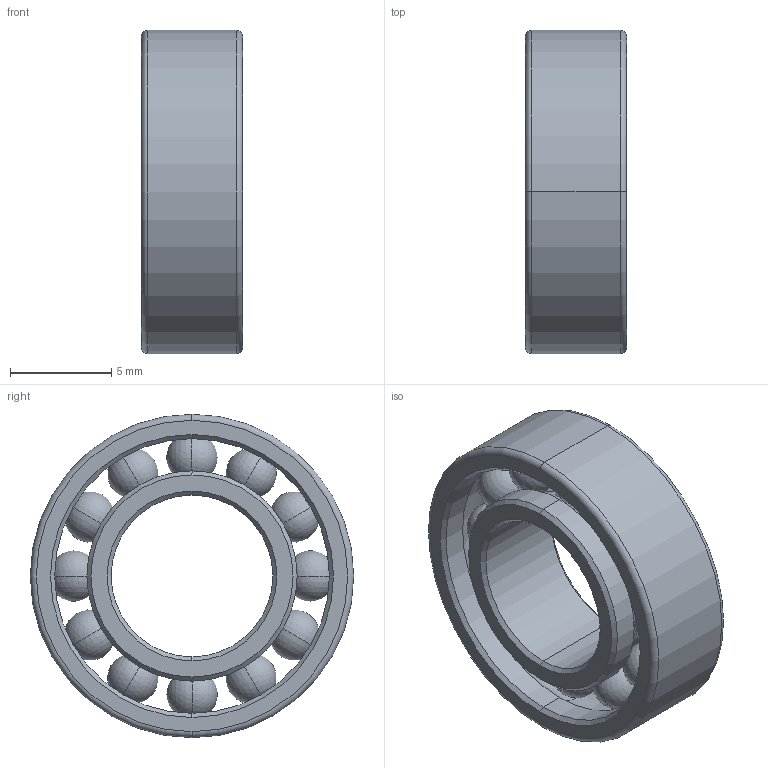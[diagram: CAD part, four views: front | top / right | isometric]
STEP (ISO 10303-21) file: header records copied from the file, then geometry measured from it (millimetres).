
FILE_DESCRIPTION (( 'STEP AP203' ), '1' );
FILE_NAME ('Bearing 688Z.STEP', '2019-10-20T06:10:43', ( '' ), ( '' ), 'SwSTEP 2.0', 'SolidWorks 2019', '' );
FILE_SCHEMA (( 'CONFIG_CONTROL_DESIGN' ));
Length unit declared in the file: millimetre
Products named in the file (1): Bearing 688Z
Bounding box: 5 x 16 x 16 mm (x, y, z)
Volume: 472.2 mm3; surface area: 1163.9 mm2
Topology: 14 solids, 14 shells, 62 faces, 160 edges, 102 vertices
Faces by surface type: sphere 24, cone 12, cylinder 12, torus 10, plane 4
Entity records: 1523 total; most frequent: DIRECTION 302, CARTESIAN_POINT 229, ORIENTED_EDGE 200, AXIS2_PLACEMENT_3D 139, EDGE_CURVE 100, CIRCLE 76, EDGE_LOOP 66, VERTEX_POINT 66
